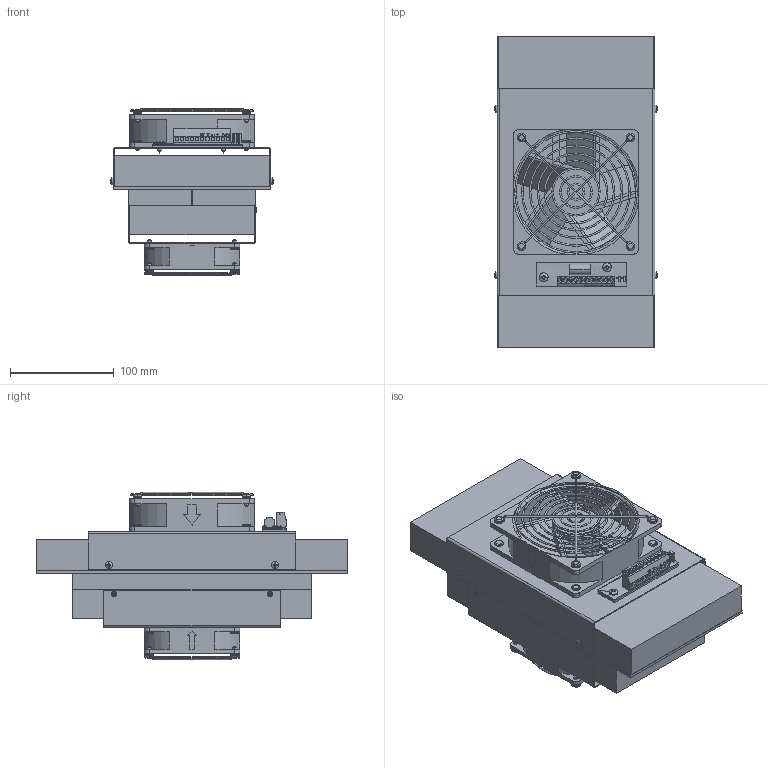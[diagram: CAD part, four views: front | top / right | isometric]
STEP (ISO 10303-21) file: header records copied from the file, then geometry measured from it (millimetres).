
FILE_DESCRIPTION (( 'STEP AP214' ), '1' );
FILE_NAME ('AA-100-24-22-00-00.STEP', '2018-12-18T02:12:18', ( '' ), ( '' ), 'SwSTEP 2.0', 'SolidWorks 2016', '' );
FILE_SCHEMA (( 'AUTOMOTIVE_DESIGN' ));
Length unit declared in the file: millimetre
Products named in the file (1): AA-100-24-22-00-00
Bounding box: 156.62 x 300 x 160.88 mm (x, y, z)
Surface area: 654099.2 mm2 (no closed solid volume)
Topology: 0 solids, 47 shells, 1185 faces, 3125 edges, 2070 vertices
Faces by surface type: plane 593, cylinder 352, bspline 106, torus 90, cone 44
Entity records: 44108 total; most frequent: CARTESIAN_POINT 14597, ORIENTED_EDGE 6073, DIRECTION 5649, EDGE_CURVE 3113, AXIS2_PLACEMENT_3D 2088, VERTEX_POINT 2070, LINE 1473, VECTOR 1473
